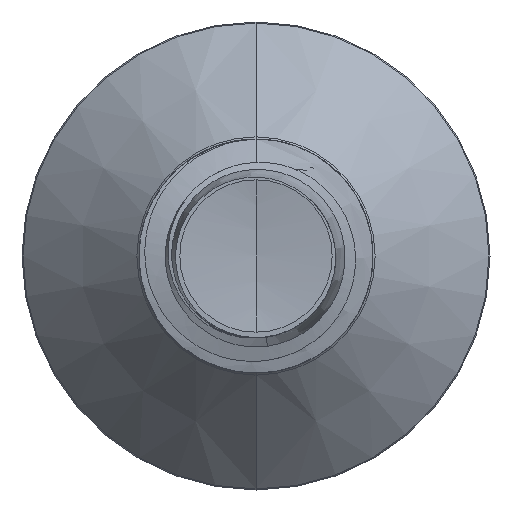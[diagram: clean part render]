
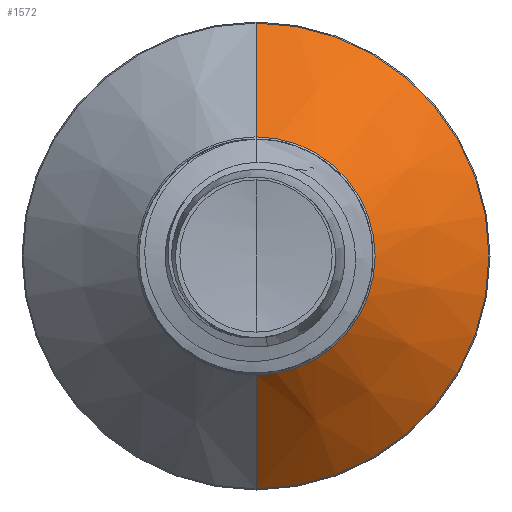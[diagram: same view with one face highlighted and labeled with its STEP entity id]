
A CAD part, front view. The second image highlights one B-rep face of the part: STEP entity #1572.
In plain terms, the highlighted conical face has half-angle 45 degrees and reference radius 1.782 mm.
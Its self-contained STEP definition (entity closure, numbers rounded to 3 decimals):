
#248 = VECTOR ( 'NONE', #6804, 1000. ) ;
#985 = AXIS2_PLACEMENT_3D ( 'NONE', #5469, #23979, #8149 ) ;
#1026 = AXIS2_PLACEMENT_3D ( 'NONE', #21778, #5924, #24416 ) ;
#1572 = ADVANCED_FACE ( 'NONE', ( #19548 ), #4628, .T. ) ;
#1895 = LINE ( 'NONE', #17287, #248 ) ;
#4567 = ORIENTED_EDGE ( 'NONE', *, *, #30807, .T. ) ;
#4628 = CONICAL_SURFACE ( 'NONE', #26961, 1.782, 0.785 ) ;
#5274 = CIRCLE ( 'NONE', #985, 3.485 ) ;
#5378 = CARTESIAN_POINT ( 'NONE',  ( 0., 11.632, 0. ) ) ;
#5388 = VERTEX_POINT ( 'NONE', #8996 ) ;
#5418 = CARTESIAN_POINT ( 'NONE',  ( 0., 11.632, 1.782 ) ) ;
#5469 = CARTESIAN_POINT ( 'NONE',  ( 0., 13.335, 0. ) ) ;
#5488 = EDGE_LOOP ( 'NONE', ( #4567, #5843, #8895, #11722 ) ) ;
#5843 = ORIENTED_EDGE ( 'NONE', *, *, #32465, .T. ) ;
#5924 = DIRECTION ( 'NONE',  ( 0., 1., 0. ) ) ;
#6804 = DIRECTION ( 'NONE',  ( 0., 0.707, -0.707 ) ) ;
#6825 = CIRCLE ( 'NONE', #1026, 1.782 ) ;
#8149 = DIRECTION ( 'NONE',  ( 0., 0., 1. ) ) ;
#8895 = ORIENTED_EDGE ( 'NONE', *, *, #21569, .F. ) ;
#8996 = CARTESIAN_POINT ( 'NONE',  ( 0., 13.335, -3.485 ) ) ;
#10966 = CARTESIAN_POINT ( 'NONE',  ( 0., 13.335, 3.485 ) ) ;
#11722 = ORIENTED_EDGE ( 'NONE', *, *, #33472, .F. ) ;
#12792 = CARTESIAN_POINT ( 'NONE',  ( 0., 11.632, -1.782 ) ) ;
#13923 = DIRECTION ( 'NONE',  ( 0., 0.707, 0.707 ) ) ;
#17220 = LINE ( 'NONE', #32286, #31196 ) ;
#17287 = CARTESIAN_POINT ( 'NONE',  ( 0., 11.632, -1.782 ) ) ;
#19548 = FACE_OUTER_BOUND ( 'NONE', #5488, .T. ) ;
#21569 = EDGE_CURVE ( 'NONE', #22532, #5388, #5274, .T. ) ;
#21778 = CARTESIAN_POINT ( 'NONE',  ( 0., 11.632, 0. ) ) ;
#22532 = VERTEX_POINT ( 'NONE', #10966 ) ;
#23281 = DIRECTION ( 'NONE',  ( 0., 1., 0. ) ) ;
#23979 = DIRECTION ( 'NONE',  ( 0., 1., 0. ) ) ;
#24416 = DIRECTION ( 'NONE',  ( 0., 0., 1. ) ) ;
#24566 = VERTEX_POINT ( 'NONE', #5418 ) ;
#26961 = AXIS2_PLACEMENT_3D ( 'NONE', #5378, #23281, #33112 ) ;
#28715 = VERTEX_POINT ( 'NONE', #12792 ) ;
#30807 = EDGE_CURVE ( 'NONE', #24566, #28715, #6825, .T. ) ;
#31196 = VECTOR ( 'NONE', #13923, 1000. ) ;
#32286 = CARTESIAN_POINT ( 'NONE',  ( 0., 11.632, 1.782 ) ) ;
#32465 = EDGE_CURVE ( 'NONE', #28715, #5388, #1895, .T. ) ;
#33112 = DIRECTION ( 'NONE',  ( 0., 0., 1. ) ) ;
#33472 = EDGE_CURVE ( 'NONE', #24566, #22532, #17220, .T. ) ;
